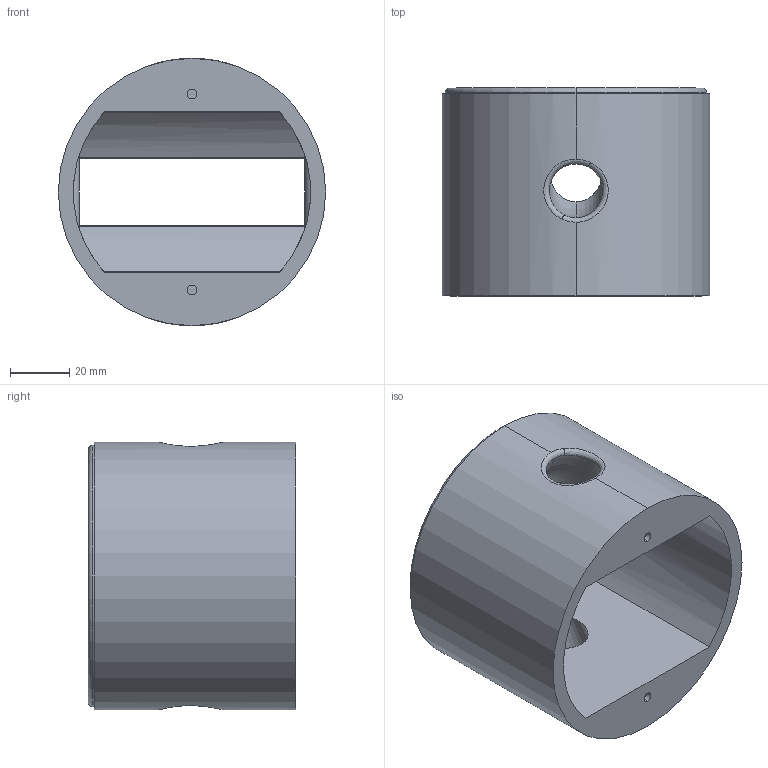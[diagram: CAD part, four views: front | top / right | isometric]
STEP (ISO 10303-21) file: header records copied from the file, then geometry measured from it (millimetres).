
FILE_DESCRIPTION (( 'STEP AP214' ), '1' );
FILE_NAME ('tower.STEP', '2024-05-08T20:43:08', ( '' ), ( '' ), 'SwSTEP 2.0', 'SolidWorks 2023', '' );
FILE_SCHEMA (( 'AUTOMOTIVE_DESIGN' ));
Length unit declared in the file: millimetre
Products named in the file (1): tower
Bounding box: 90 x 70 x 90 mm (x, y, z)
Volume: 164963.4 mm3; surface area: 45286.9 mm2
Topology: 1 solids, 1 shells, 65 faces, 162 edges, 106 vertices
Faces by surface type: cylinder 28, plane 25, torus 8, bspline 4
Entity records: 3269 total; most frequent: CARTESIAN_POINT 1730, ORIENTED_EDGE 324, DIRECTION 292, EDGE_CURVE 162, AXIS2_PLACEMENT_3D 108, VERTEX_POINT 106, EDGE_LOOP 78, LINE 76
